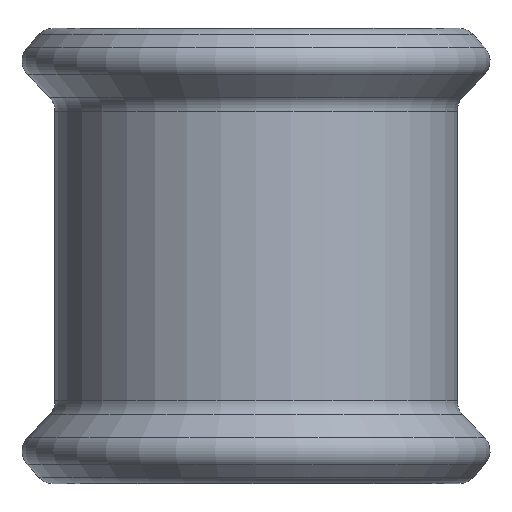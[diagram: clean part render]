
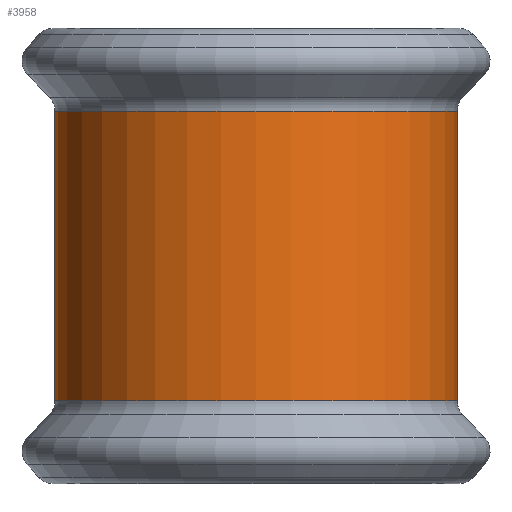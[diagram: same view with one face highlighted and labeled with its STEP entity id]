
A CAD part, front view. The second image highlights one B-rep face of the part: STEP entity #3958.
In plain terms, the highlighted cylindrical face has radius 7.747 mm (diameter 15.494 mm), a partial arc.
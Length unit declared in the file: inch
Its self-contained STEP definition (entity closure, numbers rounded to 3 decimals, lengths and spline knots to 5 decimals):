
#19 = CARTESIAN_POINT ( 'NONE',  ( -0.055, -0.718, 0.21967 ) ) ;
#68 = CARTESIAN_POINT ( 'NONE',  ( 0.25, -0.718, -0.21967 ) ) ;
#232 = EDGE_CURVE ( 'NONE', #5510, #4459, #2968, .T. ) ;
#542 = DIRECTION ( 'NONE',  ( 1., 0., 0. ) ) ;
#750 = DIRECTION ( 'NONE',  ( 0., 0., 1. ) ) ;
#1234 = VERTEX_POINT ( 'NONE', #5093 ) ;
#1368 = ORIENTED_EDGE ( 'NONE', *, *, #232, .F. ) ;
#1374 = AXIS2_PLACEMENT_3D ( 'NONE', #3619, #750, #4126 ) ;
#1565 = DIRECTION ( 'NONE',  ( 1., 0., 0. ) ) ;
#1732 = CARTESIAN_POINT ( 'NONE',  ( -0.055, -0.718, -0.21967 ) ) ;
#1985 = EDGE_CURVE ( 'NONE', #4459, #2595, #2647, .T. ) ;
#2116 = ORIENTED_EDGE ( 'NONE', *, *, #3029, .T. ) ;
#2513 = DIRECTION ( 'NONE',  ( 0., 0., 1. ) ) ;
#2591 = FACE_OUTER_BOUND ( 'NONE', #4117, .T. ) ;
#2595 = VERTEX_POINT ( 'NONE', #5775 ) ;
#2647 = CIRCLE ( 'NONE', #1374, 0.305 ) ;
#2968 = LINE ( 'NONE', #5421, #5277 ) ;
#3029 = EDGE_CURVE ( 'NONE', #1234, #2595, #4367, .T. ) ;
#3408 = DIRECTION ( 'NONE',  ( 0., 0., 1. ) ) ;
#3439 = CARTESIAN_POINT ( 'NONE',  ( 0.25, -0.718, 0. ) ) ;
#3476 = AXIS2_PLACEMENT_3D ( 'NONE', #68, #3408, #542 ) ;
#3619 = CARTESIAN_POINT ( 'NONE',  ( 0.25, -0.718, 0.21967 ) ) ;
#3958 = ADVANCED_FACE ( 'NONE', ( #2591 ), #4430, .T. ) ;
#4117 = EDGE_LOOP ( 'NONE', ( #5445, #2116, #4683, #1368 ) ) ;
#4126 = DIRECTION ( 'NONE',  ( 1., 0., 0. ) ) ;
#4307 = AXIS2_PLACEMENT_3D ( 'NONE', #3439, #2513, #1565 ) ;
#4367 = LINE ( 'NONE', #5113, #5496 ) ;
#4430 = CYLINDRICAL_SURFACE ( 'NONE', #4307, 0.305 ) ;
#4459 = VERTEX_POINT ( 'NONE', #19 ) ;
#4502 = EDGE_CURVE ( 'NONE', #5510, #1234, #4803, .T. ) ;
#4614 = DIRECTION ( 'NONE',  ( 0., 0., 1. ) ) ;
#4683 = ORIENTED_EDGE ( 'NONE', *, *, #1985, .F. ) ;
#4803 = CIRCLE ( 'NONE', #3476, 0.305 ) ;
#4948 = DIRECTION ( 'NONE',  ( 0., 0., 1. ) ) ;
#5093 = CARTESIAN_POINT ( 'NONE',  ( 0.555, -0.718, -0.21967 ) ) ;
#5113 = CARTESIAN_POINT ( 'NONE',  ( 0.555, -0.718, 0. ) ) ;
#5277 = VECTOR ( 'NONE', #4948, 39.37008 ) ;
#5421 = CARTESIAN_POINT ( 'NONE',  ( -0.055, -0.718, 0.21967 ) ) ;
#5445 = ORIENTED_EDGE ( 'NONE', *, *, #4502, .T. ) ;
#5496 = VECTOR ( 'NONE', #4614, 39.37008 ) ;
#5510 = VERTEX_POINT ( 'NONE', #1732 ) ;
#5775 = CARTESIAN_POINT ( 'NONE',  ( 0.555, -0.718, 0.21967 ) ) ;
